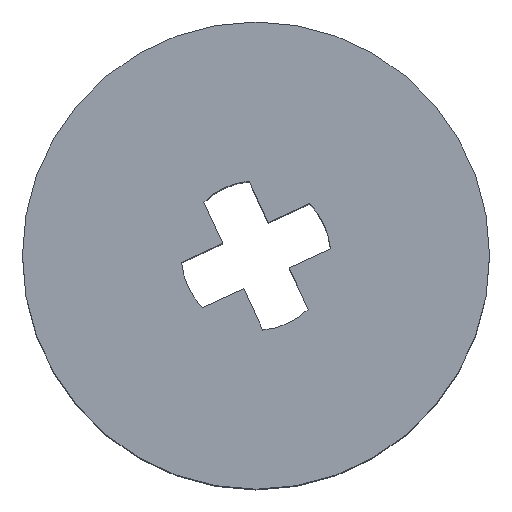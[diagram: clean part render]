
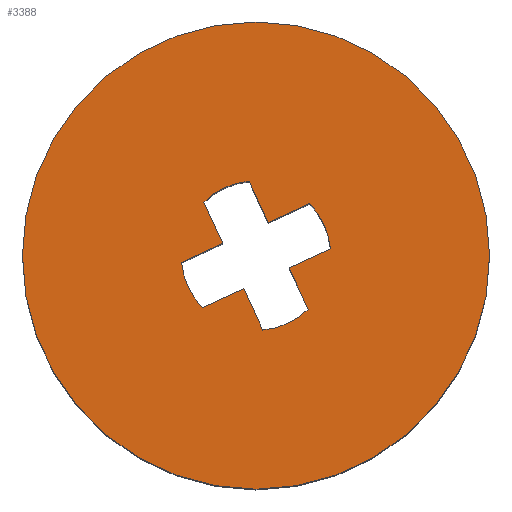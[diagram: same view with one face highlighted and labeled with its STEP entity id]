
A CAD part, top view. The second image highlights one B-rep face of the part: STEP entity #3388.
In plain terms, the highlighted planar face has unit normal (0, 0, 1).
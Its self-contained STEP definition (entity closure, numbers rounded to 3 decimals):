
#29 = CARTESIAN_POINT ( 'NONE',  ( 1.061, -0.392, 12. ) ) ;
#69 = LINE ( 'NONE', #4180, #7608 ) ;
#161 = ORIENTED_EDGE ( 'NONE', *, *, #4987, .F. ) ;
#186 = EDGE_CURVE ( 'NONE', #6935, #5859, #2860, .T. ) ;
#313 = AXIS2_PLACEMENT_3D ( 'NONE', #1638, #1715, #2803 ) ;
#462 = VERTEX_POINT ( 'NONE', #2968 ) ;
#513 = ORIENTED_EDGE ( 'NONE', *, *, #186, .T. ) ;
#625 = VERTEX_POINT ( 'NONE', #1882 ) ;
#647 = VECTOR ( 'NONE', #4881, 1000. ) ;
#654 = ORIENTED_EDGE ( 'NONE', *, *, #5437, .T. ) ;
#657 = LINE ( 'NONE', #6359, #6084 ) ;
#690 = ORIENTED_EDGE ( 'NONE', *, *, #3705, .F. ) ;
#751 = PLANE ( 'NONE',  #5349 ) ;
#800 = CIRCLE ( 'NONE', #7326, 2.4 ) ;
#876 = CARTESIAN_POINT ( 'NONE',  ( 0.392, 1.061, 12. ) ) ;
#924 = VECTOR ( 'NONE', #7505, 1000. ) ;
#974 = ORIENTED_EDGE ( 'NONE', *, *, #1196, .F. ) ;
#1058 = CARTESIAN_POINT ( 'NONE',  ( 0., 0., 12. ) ) ;
#1065 = EDGE_CURVE ( 'NONE', #1656, #462, #2109, .T. ) ;
#1196 = EDGE_CURVE ( 'NONE', #625, #2546, #3688, .T. ) ;
#1197 = DIRECTION ( 'NONE',  ( 1., 0., 0. ) ) ;
#1263 = DIRECTION ( 'NONE',  ( 0., 0., 1. ) ) ;
#1329 = FACE_BOUND ( 'NONE', #1770, .T. ) ;
#1413 = AXIS2_PLACEMENT_3D ( 'NONE', #6608, #3093, #1197 ) ;
#1422 = ORIENTED_EDGE ( 'NONE', *, *, #4550, .F. ) ;
#1444 = CARTESIAN_POINT ( 'NONE',  ( 0., 0., 12. ) ) ;
#1486 = CARTESIAN_POINT ( 'NONE',  ( 0.22, -2.39, 12. ) ) ;
#1494 = CARTESIAN_POINT ( 'NONE',  ( 2.39, 0.22, 12. ) ) ;
#1638 = CARTESIAN_POINT ( 'NONE',  ( 0., 0., 12. ) ) ;
#1656 = VERTEX_POINT ( 'NONE', #876 ) ;
#1715 = DIRECTION ( 'NONE',  ( 0., 0., 1. ) ) ;
#1742 = CARTESIAN_POINT ( 'NONE',  ( 7.5, 0., 12. ) ) ;
#1763 = EDGE_CURVE ( 'NONE', #2976, #625, #3204, .T. ) ;
#1766 = CARTESIAN_POINT ( 'NONE',  ( -7.5, 0., 12. ) ) ;
#1768 = LINE ( 'NONE', #2900, #4974 ) ;
#1770 = EDGE_LOOP ( 'NONE', ( #5483, #690, #7526, #3596, #1422, #4873, #1844, #2950, #161, #4375, #5371, #974 ) ) ;
#1792 = DIRECTION ( 'NONE',  ( 1., 0., 0. ) ) ;
#1796 = AXIS2_PLACEMENT_3D ( 'NONE', #3686, #4766, #4836 ) ;
#1816 = VERTEX_POINT ( 'NONE', #6430 ) ;
#1844 = ORIENTED_EDGE ( 'NONE', *, *, #6848, .F. ) ;
#1882 = CARTESIAN_POINT ( 'NONE',  ( -0.392, -1.061, 12. ) ) ;
#1982 = DIRECTION ( 'NONE',  ( 0., 0., 1. ) ) ;
#2109 = LINE ( 'NONE', #5689, #2122 ) ;
#2122 = VECTOR ( 'NONE', #6973, 1000. ) ;
#2313 = DIRECTION ( 'NONE',  ( -0.908, -0.418, 0. ) ) ;
#2323 = VERTEX_POINT ( 'NONE', #6464 ) ;
#2384 = DIRECTION ( 'NONE',  ( -0.418, 0.908, 0. ) ) ;
#2509 = CIRCLE ( 'NONE', #4243, 2.4 ) ;
#2517 = VECTOR ( 'NONE', #3070, 1000. ) ;
#2546 = VERTEX_POINT ( 'NONE', #2802 ) ;
#2644 = VERTEX_POINT ( 'NONE', #4755 ) ;
#2666 = CIRCLE ( 'NONE', #1796, 2.4 ) ;
#2802 = CARTESIAN_POINT ( 'NONE',  ( 0.22, -2.39, 12. ) ) ;
#2803 = DIRECTION ( 'NONE',  ( 1., 0., 0. ) ) ;
#2853 = CARTESIAN_POINT ( 'NONE',  ( 1.673, -1.721, 12. ) ) ;
#2860 = CIRCLE ( 'NONE', #7160, 7.5 ) ;
#2900 = CARTESIAN_POINT ( 'NONE',  ( -2.39, -0.22, 12. ) ) ;
#2941 = DIRECTION ( 'NONE',  ( 1., 0., 0. ) ) ;
#2950 = ORIENTED_EDGE ( 'NONE', *, *, #4142, .F. ) ;
#2968 = CARTESIAN_POINT ( 'NONE',  ( -0.22, 2.39, 12. ) ) ;
#2976 = VERTEX_POINT ( 'NONE', #6550 ) ;
#3070 = DIRECTION ( 'NONE',  ( 0.908, 0.418, 0. ) ) ;
#3093 = DIRECTION ( 'NONE',  ( 0., 0., 1. ) ) ;
#3108 = VERTEX_POINT ( 'NONE', #2853 ) ;
#3204 = LINE ( 'NONE', #5546, #4704 ) ;
#3274 = EDGE_LOOP ( 'NONE', ( #654, #513 ) ) ;
#3388 = ADVANCED_FACE ( 'NONE', ( #6624, #1329 ), #751, .T. ) ;
#3534 = LINE ( 'NONE', #1494, #2517 ) ;
#3596 = ORIENTED_EDGE ( 'NONE', *, *, #5489, .F. ) ;
#3686 = CARTESIAN_POINT ( 'NONE',  ( 0., 0., 12. ) ) ;
#3688 = LINE ( 'NONE', #1486, #647 ) ;
#3705 = EDGE_CURVE ( 'NONE', #2323, #2976, #800, .T. ) ;
#3757 = CIRCLE ( 'NONE', #1413, 2.4 ) ;
#4142 = EDGE_CURVE ( 'NONE', #1816, #2644, #3757, .T. ) ;
#4148 = CARTESIAN_POINT ( 'NONE',  ( 0., 0., 12. ) ) ;
#4180 = CARTESIAN_POINT ( 'NONE',  ( 0.392, 1.061, 12. ) ) ;
#4243 = AXIS2_PLACEMENT_3D ( 'NONE', #4805, #1263, #2941 ) ;
#4260 = DIRECTION ( 'NONE',  ( 0., 0., 1. ) ) ;
#4375 = ORIENTED_EDGE ( 'NONE', *, *, #5912, .F. ) ;
#4550 = EDGE_CURVE ( 'NONE', #462, #5130, #2509, .T. ) ;
#4602 = DIRECTION ( 'NONE',  ( 1., 0., 0. ) ) ;
#4662 = EDGE_CURVE ( 'NONE', #4672, #2323, #1768, .T. ) ;
#4672 = VERTEX_POINT ( 'NONE', #6477 ) ;
#4704 = VECTOR ( 'NONE', #5049, 1000. ) ;
#4755 = CARTESIAN_POINT ( 'NONE',  ( 1.721, 1.673, 12. ) ) ;
#4766 = DIRECTION ( 'NONE',  ( 0., 0., 1. ) ) ;
#4805 = CARTESIAN_POINT ( 'NONE',  ( 0., 0., 12. ) ) ;
#4836 = DIRECTION ( 'NONE',  ( 1., 0., 0. ) ) ;
#4869 = DIRECTION ( 'NONE',  ( -0.908, -0.418, 0. ) ) ;
#4873 = ORIENTED_EDGE ( 'NONE', *, *, #1065, .F. ) ;
#4881 = DIRECTION ( 'NONE',  ( 0.418, -0.908, 0. ) ) ;
#4974 = VECTOR ( 'NONE', #2313, 1000. ) ;
#4987 = EDGE_CURVE ( 'NONE', #5678, #1816, #3534, .T. ) ;
#5049 = DIRECTION ( 'NONE',  ( 0.908, 0.418, 0. ) ) ;
#5130 = VERTEX_POINT ( 'NONE', #7102 ) ;
#5349 = AXIS2_PLACEMENT_3D ( 'NONE', #1444, #1982, #7268 ) ;
#5371 = ORIENTED_EDGE ( 'NONE', *, *, #6333, .F. ) ;
#5437 = EDGE_CURVE ( 'NONE', #5859, #6935, #7081, .T. ) ;
#5483 = ORIENTED_EDGE ( 'NONE', *, *, #1763, .F. ) ;
#5489 = EDGE_CURVE ( 'NONE', #5130, #4672, #6378, .T. ) ;
#5546 = CARTESIAN_POINT ( 'NONE',  ( -0.392, -1.061, 12. ) ) ;
#5678 = VERTEX_POINT ( 'NONE', #29 ) ;
#5689 = CARTESIAN_POINT ( 'NONE',  ( -0.22, 2.39, 12. ) ) ;
#5859 = VERTEX_POINT ( 'NONE', #1766 ) ;
#5912 = EDGE_CURVE ( 'NONE', #3108, #5678, #657, .T. ) ;
#6084 = VECTOR ( 'NONE', #2384, 1000. ) ;
#6296 = DIRECTION ( 'NONE',  ( 0., 0., 1. ) ) ;
#6333 = EDGE_CURVE ( 'NONE', #2546, #3108, #2666, .T. ) ;
#6359 = CARTESIAN_POINT ( 'NONE',  ( 1.061, -0.392, 12. ) ) ;
#6378 = LINE ( 'NONE', #7035, #924 ) ;
#6430 = CARTESIAN_POINT ( 'NONE',  ( 2.39, 0.22, 12. ) ) ;
#6464 = CARTESIAN_POINT ( 'NONE',  ( -2.39, -0.22, 12. ) ) ;
#6477 = CARTESIAN_POINT ( 'NONE',  ( -1.061, 0.392, 12. ) ) ;
#6550 = CARTESIAN_POINT ( 'NONE',  ( -1.721, -1.673, 12. ) ) ;
#6608 = CARTESIAN_POINT ( 'NONE',  ( 0., 0., 12. ) ) ;
#6624 = FACE_OUTER_BOUND ( 'NONE', #3274, .T. ) ;
#6848 = EDGE_CURVE ( 'NONE', #2644, #1656, #69, .T. ) ;
#6935 = VERTEX_POINT ( 'NONE', #1742 ) ;
#6973 = DIRECTION ( 'NONE',  ( -0.418, 0.908, 0. ) ) ;
#7035 = CARTESIAN_POINT ( 'NONE',  ( -1.061, 0.392, 12. ) ) ;
#7081 = CIRCLE ( 'NONE', #313, 7.5 ) ;
#7102 = CARTESIAN_POINT ( 'NONE',  ( -1.673, 1.721, 12. ) ) ;
#7160 = AXIS2_PLACEMENT_3D ( 'NONE', #1058, #6296, #4602 ) ;
#7268 = DIRECTION ( 'NONE',  ( 1., 0., 0. ) ) ;
#7326 = AXIS2_PLACEMENT_3D ( 'NONE', #4148, #4260, #1792 ) ;
#7505 = DIRECTION ( 'NONE',  ( 0.418, -0.908, 0. ) ) ;
#7526 = ORIENTED_EDGE ( 'NONE', *, *, #4662, .F. ) ;
#7608 = VECTOR ( 'NONE', #4869, 1000. ) ;
